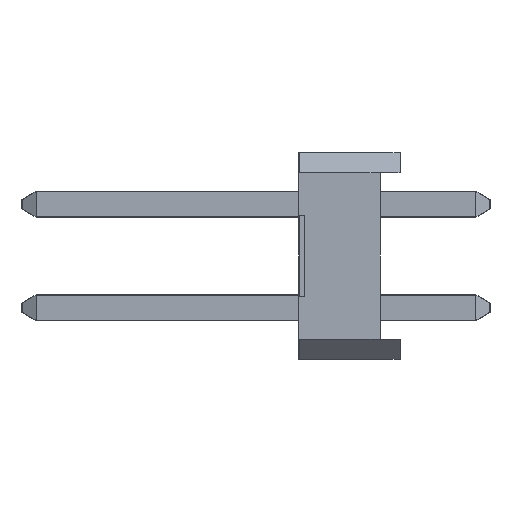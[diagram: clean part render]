
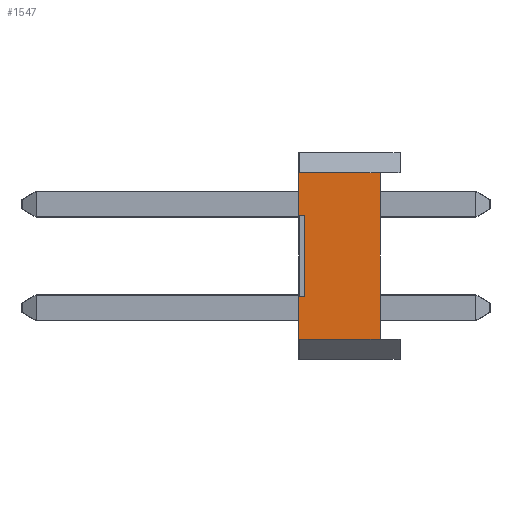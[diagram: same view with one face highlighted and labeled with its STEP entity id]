
A CAD part, left-side view. The second image highlights one B-rep face of the part: STEP entity #1547.
In plain terms, the highlighted planar face has unit normal (-1, 0, 0).
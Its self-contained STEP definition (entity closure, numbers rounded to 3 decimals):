
#4 = VERTEX_POINT ( 'NONE', #3020 ) ;
#50 = AXIS2_PLACEMENT_3D ( 'NONE', #911, #2028, #3824 ) ;
#113 = VECTOR ( 'NONE', #3551, 1000. ) ;
#121 = AXIS2_PLACEMENT_3D ( 'NONE', #1422, #3211, #3793 ) ;
#152 = VERTEX_POINT ( 'NONE', #3104 ) ;
#168 = LINE ( 'NONE', #3074, #1871 ) ;
#194 = PLANE ( 'NONE',  #3556 ) ;
#258 = CIRCLE ( 'NONE', #3189, 0.01 ) ;
#274 = VERTEX_POINT ( 'NONE', #1199 ) ;
#305 = DIRECTION ( 'NONE',  ( 0., 0., 1. ) ) ;
#333 = CARTESIAN_POINT ( 'NONE',  ( -1.27, 2.5, 2.04 ) ) ;
#360 = VERTEX_POINT ( 'NONE', #3825 ) ;
#456 = ORIENTED_EDGE ( 'NONE', *, *, #746, .T. ) ;
#476 = CARTESIAN_POINT ( 'NONE',  ( -1.27, 2.35, -1. ) ) ;
#532 = CARTESIAN_POINT ( 'NONE',  ( -1.27, 2.5, 1.01 ) ) ;
#575 = VECTOR ( 'NONE', #3079, 1000. ) ;
#634 = VECTOR ( 'NONE', #2449, 1000. ) ;
#644 = ORIENTED_EDGE ( 'NONE', *, *, #3271, .T. ) ;
#667 = ORIENTED_EDGE ( 'NONE', *, *, #1338, .F. ) ;
#701 = VECTOR ( 'NONE', #1920, 1000. ) ;
#746 = EDGE_CURVE ( 'NONE', #3494, #2235, #3420, .T. ) ;
#748 = EDGE_CURVE ( 'NONE', #1562, #3137, #1162, .T. ) ;
#769 = DIRECTION ( 'NONE',  ( 0., 1., 0. ) ) ;
#775 = LINE ( 'NONE', #2529, #575 ) ;
#796 = VERTEX_POINT ( 'NONE', #532 ) ;
#846 = DIRECTION ( 'NONE',  ( 0., 0., 1. ) ) ;
#911 = CARTESIAN_POINT ( 'NONE',  ( -1.27, 2.49, 2.03 ) ) ;
#975 = CARTESIAN_POINT ( 'NONE',  ( -1.27, 2.35, -1. ) ) ;
#982 = EDGE_LOOP ( 'NONE', ( #1016, #456, #3232, #3764, #667, #1653, #644, #2667, #3542, #1022, #2929, #1852 ) ) ;
#1016 = ORIENTED_EDGE ( 'NONE', *, *, #3008, .T. ) ;
#1022 = ORIENTED_EDGE ( 'NONE', *, *, #3073, .T. ) ;
#1065 = DIRECTION ( 'NONE',  ( 0., 0., 1. ) ) ;
#1083 = DIRECTION ( 'NONE',  ( -1., 0., 0. ) ) ;
#1091 = DIRECTION ( 'NONE',  ( -1., 0., 0. ) ) ;
#1162 = LINE ( 'NONE', #2350, #113 ) ;
#1199 = CARTESIAN_POINT ( 'NONE',  ( -1.27, 2.49, 1. ) ) ;
#1208 = EDGE_CURVE ( 'NONE', #360, #152, #3544, .T. ) ;
#1242 = LINE ( 'NONE', #2394, #2630 ) ;
#1290 = LINE ( 'NONE', #2227, #701 ) ;
#1338 = EDGE_CURVE ( 'NONE', #2237, #274, #1242, .T. ) ;
#1422 = CARTESIAN_POINT ( 'NONE',  ( -1.27, 2.49, -1.01 ) ) ;
#1547 = ADVANCED_FACE ( 'NONE', ( #1714 ), #194, .T. ) ;
#1562 = VERTEX_POINT ( 'NONE', #1696 ) ;
#1653 = ORIENTED_EDGE ( 'NONE', *, *, #1663, .F. ) ;
#1663 = EDGE_CURVE ( 'NONE', #2621, #2237, #2697, .T. ) ;
#1696 = CARTESIAN_POINT ( 'NONE',  ( -1.27, 0.5, -2.04 ) ) ;
#1712 = CARTESIAN_POINT ( 'NONE',  ( -1.27, 2.49, -2.04 ) ) ;
#1714 = FACE_OUTER_BOUND ( 'NONE', #982, .T. ) ;
#1782 = LINE ( 'NONE', #2994, #2491 ) ;
#1852 = ORIENTED_EDGE ( 'NONE', *, *, #2644, .T. ) ;
#1871 = VECTOR ( 'NONE', #769, 1000. ) ;
#1920 = DIRECTION ( 'NONE',  ( 0., 0., 1. ) ) ;
#2028 = DIRECTION ( 'NONE',  ( -1., 0., 0. ) ) ;
#2111 = CIRCLE ( 'NONE', #2933, 0.01 ) ;
#2191 = VERTEX_POINT ( 'NONE', #2225 ) ;
#2206 = CARTESIAN_POINT ( 'NONE',  ( -1.27, 2.35, 1. ) ) ;
#2225 = CARTESIAN_POINT ( 'NONE',  ( -1.27, 2.49, -1. ) ) ;
#2227 = CARTESIAN_POINT ( 'NONE',  ( -1.27, 2.5, 2.04 ) ) ;
#2235 = VERTEX_POINT ( 'NONE', #3165 ) ;
#2237 = VERTEX_POINT ( 'NONE', #2206 ) ;
#2292 = CARTESIAN_POINT ( 'NONE',  ( -1.27, 2.49, 2.04 ) ) ;
#2350 = CARTESIAN_POINT ( 'NONE',  ( -1.27, -4.081, -2.04 ) ) ;
#2394 = CARTESIAN_POINT ( 'NONE',  ( -1.27, 2.35, 1. ) ) ;
#2429 = DIRECTION ( 'NONE',  ( 0., 1., 0. ) ) ;
#2449 = DIRECTION ( 'NONE',  ( 0., 0., 1. ) ) ;
#2491 = VECTOR ( 'NONE', #3256, 1000. ) ;
#2529 = CARTESIAN_POINT ( 'NONE',  ( -1.27, 0.5, 2.04 ) ) ;
#2565 = CARTESIAN_POINT ( 'NONE',  ( -1.27, 2.49, 1.01 ) ) ;
#2621 = VERTEX_POINT ( 'NONE', #476 ) ;
#2630 = VECTOR ( 'NONE', #2429, 1000. ) ;
#2644 = EDGE_CURVE ( 'NONE', #1562, #4, #775, .T. ) ;
#2667 = ORIENTED_EDGE ( 'NONE', *, *, #3181, .T. ) ;
#2697 = LINE ( 'NONE', #975, #3296 ) ;
#2793 = DIRECTION ( 'NONE',  ( -1., 0., 0. ) ) ;
#2929 = ORIENTED_EDGE ( 'NONE', *, *, #748, .F. ) ;
#2933 = AXIS2_PLACEMENT_3D ( 'NONE', #2565, #1083, #846 ) ;
#2994 = CARTESIAN_POINT ( 'NONE',  ( -1.27, 2.35, -1. ) ) ;
#3008 = EDGE_CURVE ( 'NONE', #4, #3494, #168, .T. ) ;
#3020 = CARTESIAN_POINT ( 'NONE',  ( -1.27, 0.5, 2.04 ) ) ;
#3073 = EDGE_CURVE ( 'NONE', #360, #3137, #258, .T. ) ;
#3074 = CARTESIAN_POINT ( 'NONE',  ( -1.27, -4.081, 2.04 ) ) ;
#3079 = DIRECTION ( 'NONE',  ( 0., 0., 1. ) ) ;
#3104 = CARTESIAN_POINT ( 'NONE',  ( -1.27, 2.5, -1.01 ) ) ;
#3137 = VERTEX_POINT ( 'NONE', #1712 ) ;
#3165 = CARTESIAN_POINT ( 'NONE',  ( -1.27, 2.5, 2.03 ) ) ;
#3181 = EDGE_CURVE ( 'NONE', #2191, #152, #3240, .T. ) ;
#3189 = AXIS2_PLACEMENT_3D ( 'NONE', #3671, #2793, #1065 ) ;
#3211 = DIRECTION ( 'NONE',  ( -1., 0., 0. ) ) ;
#3228 = DIRECTION ( 'NONE',  ( 0., 0., 1. ) ) ;
#3232 = ORIENTED_EDGE ( 'NONE', *, *, #3407, .F. ) ;
#3240 = CIRCLE ( 'NONE', #121, 0.01 ) ;
#3256 = DIRECTION ( 'NONE',  ( 0., 1., 0. ) ) ;
#3271 = EDGE_CURVE ( 'NONE', #2621, #2191, #1782, .T. ) ;
#3296 = VECTOR ( 'NONE', #305, 1000. ) ;
#3407 = EDGE_CURVE ( 'NONE', #796, #2235, #1290, .T. ) ;
#3420 = CIRCLE ( 'NONE', #50, 0.01 ) ;
#3494 = VERTEX_POINT ( 'NONE', #2292 ) ;
#3542 = ORIENTED_EDGE ( 'NONE', *, *, #1208, .F. ) ;
#3543 = EDGE_CURVE ( 'NONE', #796, #274, #2111, .T. ) ;
#3544 = LINE ( 'NONE', #333, #634 ) ;
#3551 = DIRECTION ( 'NONE',  ( 0., 1., 0. ) ) ;
#3556 = AXIS2_PLACEMENT_3D ( 'NONE', #3756, #1091, #3228 ) ;
#3671 = CARTESIAN_POINT ( 'NONE',  ( -1.27, 2.49, -2.03 ) ) ;
#3756 = CARTESIAN_POINT ( 'NONE',  ( -1.27, -4.081, 2.04 ) ) ;
#3764 = ORIENTED_EDGE ( 'NONE', *, *, #3543, .T. ) ;
#3793 = DIRECTION ( 'NONE',  ( 0., 0., 1. ) ) ;
#3824 = DIRECTION ( 'NONE',  ( 0., 0., 1. ) ) ;
#3825 = CARTESIAN_POINT ( 'NONE',  ( -1.27, 2.5, -2.03 ) ) ;
